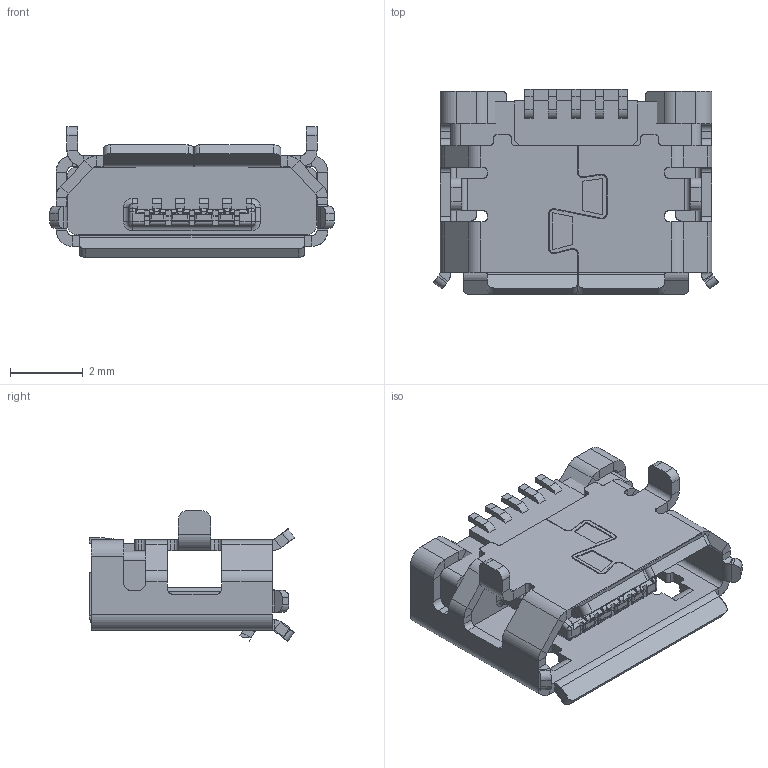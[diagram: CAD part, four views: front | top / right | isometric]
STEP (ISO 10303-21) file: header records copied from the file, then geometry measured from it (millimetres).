
FILE_DESCRIPTION((''),'2;1');
FILE_NAME('10118193-0001LFCA_ASM','2019-02-26T15:11:58',('rcesau'),('EXCEL INDUSTRIES'),'CREO PARAMETRIC BY PTC INC, 2018260','CREO PARAMETRIC BY PTC INC, 2018260','');
FILE_SCHEMA(('CONFIG_CONTROL_DESIGN'));
Length unit declared in the file: inch
Products named in the file (2): 10118193-0001LFCA; 10118193-0001LFCA_ASM
Assembly tree (1 placements, depth 2):
  10118193-0001LFCA_ASM
    10118193-0001LFCA
Bounding box: 7.86 x 5.66 x 3.6 mm (x, y, z)
Surface area: 298 mm2 (no closed solid volume)
Topology: 0 solids, 782 shells, 782 faces, 3984 edges, 3980 vertices
Faces by surface type: plane 503, cylinder 237, bspline 15, extrusion 11, cone 8, torus 4, sphere 4
Entity records: 42941 total; most frequent: CARTESIAN_POINT 13541, DIRECTION 5355, VERTEX_POINT 3980, ORIENTED_EDGE 3980, EDGE_CURVE 3980, VECTOR 2865, LINE 2854, AXIS2_PLACEMENT_3D 1245
